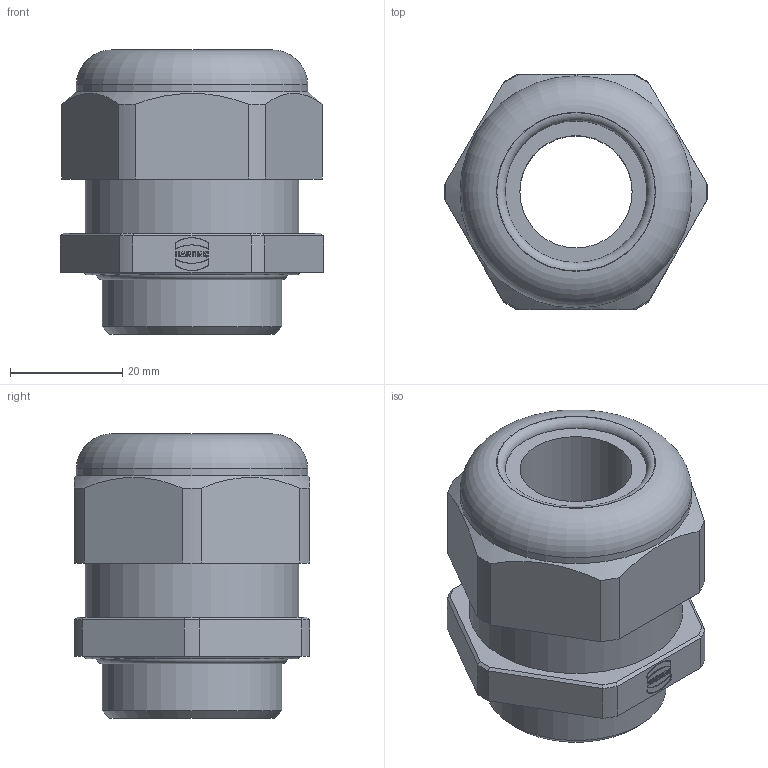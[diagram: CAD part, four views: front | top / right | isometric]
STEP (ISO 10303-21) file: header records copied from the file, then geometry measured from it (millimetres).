
FILE_DESCRIPTION(/* description */ (''),/* implementation_level */ '2;1');
FILE_NAME(/* name */ '100576958ugm000_g.stp',/* time_stamp */ '2020-04-22T08:31:20+02:00',/* author */ (''),/* organization */ (''),/* preprocessor_version */ 'ST-DEVELOPER v16.7',/* originating_system */ 'SIEMENS PLM Software NX 12.0',/* authorisation */ '');
FILE_SCHEMA (('AUTOMOTIVE_DESIGN { 1 0 10303 214 3 1 1 1 }'));
Length unit declared in the file: millimetre
Products named in the file (1): 100576958ugm000_g
Bounding box: 46.84 x 41.85 x 50.62 mm (x, y, z)
Volume: 46364.3 mm3; surface area: 12127.7 mm2
Topology: 1 solids, 1 shells, 891 faces, 2691 edges, 1904 vertices
Faces by surface type: plane 862, cylinder 16, cone 9, torus 4
Full cylindrical faces by diameter (mm): 20 x1, 32 x1, 38.011 x1, 41.3 x1
Entity records: 35971 total; most frequent: CARTESIAN_POINT 5410, ORIENTED_EDGE 5180, DIRECTION 4497, LINE 2601, VECTOR 2601, EDGE_CURVE 2590, VERTEX_POINT 1728, PRESENTATION_STYLE_ASSIGNMENT 980
